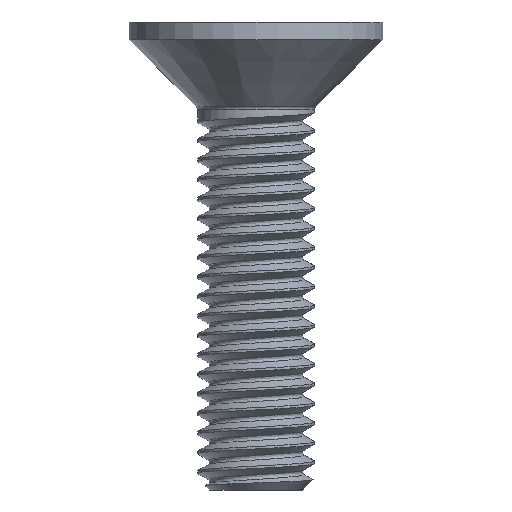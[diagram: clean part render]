
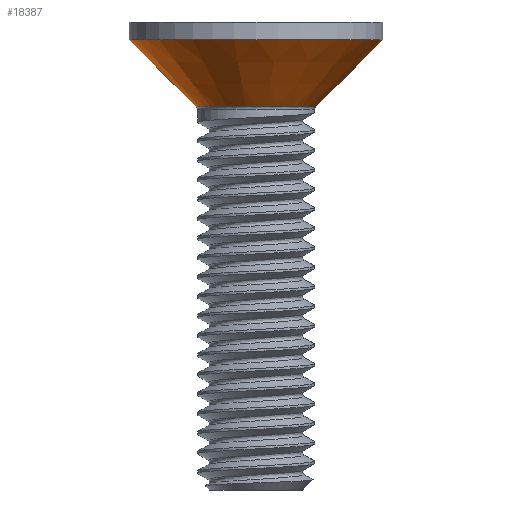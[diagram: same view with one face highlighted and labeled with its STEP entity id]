
A CAD part, front view. The second image highlights one B-rep face of the part: STEP entity #18387.
In plain terms, the highlighted conical face has half-angle 45 degrees and reference radius 1.529 mm.
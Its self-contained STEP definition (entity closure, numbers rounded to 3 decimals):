
#17767 = SURFACE_OF_REVOLUTION('',#17768,#17773);
#17768 = CIRCLE('',#17769,0.1);
#17769 = AXIS2_PLACEMENT_3D('',#17770,#17771,#17772);
#17770 = CARTESIAN_POINT('',(1.6,0.,-2.241));
#17771 = DIRECTION('',(0.,1.,0.));
#17772 = DIRECTION('',(-1.,0.,0.));
#17773 = AXIS1_PLACEMENT('',#17774,#17775);
#17774 = CARTESIAN_POINT('',(0.,0.,0.));
#17775 = DIRECTION('',(0.,0.,1.));
#18337 = VERTEX_POINT('',#18338);
#18338 = CARTESIAN_POINT('',(1.529,0.,-2.171));
#18360 = EDGE_CURVE('',#18337,#18337,#18361,.T.);
#18361 = SURFACE_CURVE('',#18362,(#18367,#18374),.PCURVE_S1.);
#18362 = CIRCLE('',#18363,1.529);
#18363 = AXIS2_PLACEMENT_3D('',#18364,#18365,#18366);
#18364 = CARTESIAN_POINT('',(0.,0.,-2.171));
#18365 = DIRECTION('',(0.,0.,1.));
#18366 = DIRECTION('',(1.,0.,-0.));
#18367 = PCURVE('',#17767,#18368);
#18368 = DEFINITIONAL_REPRESENTATION('',(#18369),#18373);
#18369 = LINE('',#18370,#18371);
#18370 = CARTESIAN_POINT('',(0.,0.785));
#18371 = VECTOR('',#18372,1.);
#18372 = DIRECTION('',(1.,0.));
#18373 = ( GEOMETRIC_REPRESENTATION_CONTEXT(2) 
PARAMETRIC_REPRESENTATION_CONTEXT() REPRESENTATION_CONTEXT('2D SPACE',''
  ) );
#18374 = PCURVE('',#18375,#18380);
#18375 = CONICAL_SURFACE('',#18376,1.529,0.785);
#18376 = AXIS2_PLACEMENT_3D('',#18377,#18378,#18379);
#18377 = CARTESIAN_POINT('',(0.,0.,-2.171));
#18378 = DIRECTION('',(0.,0.,1.));
#18379 = DIRECTION('',(1.,0.,-0.));
#18380 = DEFINITIONAL_REPRESENTATION('',(#18381),#18385);
#18381 = LINE('',#18382,#18383);
#18382 = CARTESIAN_POINT('',(0.,0.));
#18383 = VECTOR('',#18384,1.);
#18384 = DIRECTION('',(1.,0.));
#18385 = ( GEOMETRIC_REPRESENTATION_CONTEXT(2) 
PARAMETRIC_REPRESENTATION_CONTEXT() REPRESENTATION_CONTEXT('2D SPACE',''
  ) );
#18387 = ADVANCED_FACE('',(#18388),#18375,.T.);
#18388 = FACE_BOUND('',#18389,.T.);
#18389 = EDGE_LOOP('',(#18390,#18391,#18414,#18441));
#18390 = ORIENTED_EDGE('',*,*,#18360,.T.);
#18391 = ORIENTED_EDGE('',*,*,#18392,.T.);
#18392 = EDGE_CURVE('',#18337,#18393,#18395,.T.);
#18393 = VERTEX_POINT('',#18394);
#18394 = CARTESIAN_POINT('',(3.25,0.,-0.45));
#18395 = SEAM_CURVE('',#18396,(#18400,#18407),.PCURVE_S1.);
#18396 = LINE('',#18397,#18398);
#18397 = CARTESIAN_POINT('',(1.529,0.,-2.171));
#18398 = VECTOR('',#18399,1.);
#18399 = DIRECTION('',(0.707,0.,0.707));
#18400 = PCURVE('',#18375,#18401);
#18401 = DEFINITIONAL_REPRESENTATION('',(#18402),#18406);
#18402 = LINE('',#18403,#18404);
#18403 = CARTESIAN_POINT('',(0.,0.));
#18404 = VECTOR('',#18405,1.);
#18405 = DIRECTION('',(0.,1.));
#18406 = ( GEOMETRIC_REPRESENTATION_CONTEXT(2) 
PARAMETRIC_REPRESENTATION_CONTEXT() REPRESENTATION_CONTEXT('2D SPACE',''
  ) );
#18407 = PCURVE('',#18375,#18408);
#18408 = DEFINITIONAL_REPRESENTATION('',(#18409),#18413);
#18409 = LINE('',#18410,#18411);
#18410 = CARTESIAN_POINT('',(6.283,0.));
#18411 = VECTOR('',#18412,1.);
#18412 = DIRECTION('',(0.,1.));
#18413 = ( GEOMETRIC_REPRESENTATION_CONTEXT(2) 
PARAMETRIC_REPRESENTATION_CONTEXT() REPRESENTATION_CONTEXT('2D SPACE',''
  ) );
#18414 = ORIENTED_EDGE('',*,*,#18415,.F.);
#18415 = EDGE_CURVE('',#18393,#18393,#18416,.T.);
#18416 = SURFACE_CURVE('',#18417,(#18422,#18429),.PCURVE_S1.);
#18417 = CIRCLE('',#18418,3.25);
#18418 = AXIS2_PLACEMENT_3D('',#18419,#18420,#18421);
#18419 = CARTESIAN_POINT('',(0.,0.,-0.45));
#18420 = DIRECTION('',(0.,0.,1.));
#18421 = DIRECTION('',(1.,0.,-0.));
#18422 = PCURVE('',#18375,#18423);
#18423 = DEFINITIONAL_REPRESENTATION('',(#18424),#18428);
#18424 = LINE('',#18425,#18426);
#18425 = CARTESIAN_POINT('',(0.,1.721));
#18426 = VECTOR('',#18427,1.);
#18427 = DIRECTION('',(1.,0.));
#18428 = ( GEOMETRIC_REPRESENTATION_CONTEXT(2) 
PARAMETRIC_REPRESENTATION_CONTEXT() REPRESENTATION_CONTEXT('2D SPACE',''
  ) );
#18429 = PCURVE('',#18430,#18435);
#18430 = CYLINDRICAL_SURFACE('',#18431,3.25);
#18431 = AXIS2_PLACEMENT_3D('',#18432,#18433,#18434);
#18432 = CARTESIAN_POINT('',(0.,0.,-0.45));
#18433 = DIRECTION('',(0.,0.,1.));
#18434 = DIRECTION('',(1.,0.,-0.));
#18435 = DEFINITIONAL_REPRESENTATION('',(#18436),#18440);
#18436 = LINE('',#18437,#18438);
#18437 = CARTESIAN_POINT('',(0.,0.));
#18438 = VECTOR('',#18439,1.);
#18439 = DIRECTION('',(1.,0.));
#18440 = ( GEOMETRIC_REPRESENTATION_CONTEXT(2) 
PARAMETRIC_REPRESENTATION_CONTEXT() REPRESENTATION_CONTEXT('2D SPACE',''
  ) );
#18441 = ORIENTED_EDGE('',*,*,#18392,.F.);
